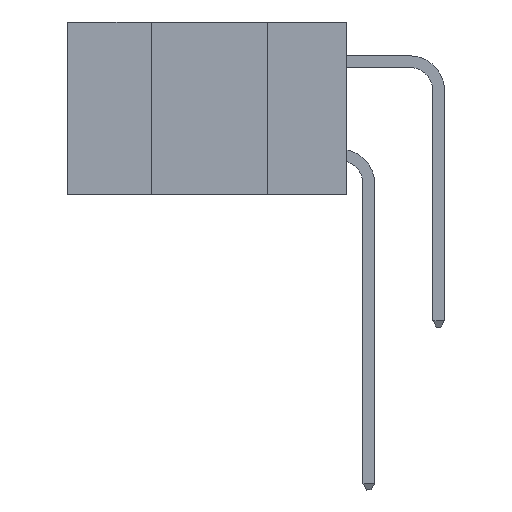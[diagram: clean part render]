
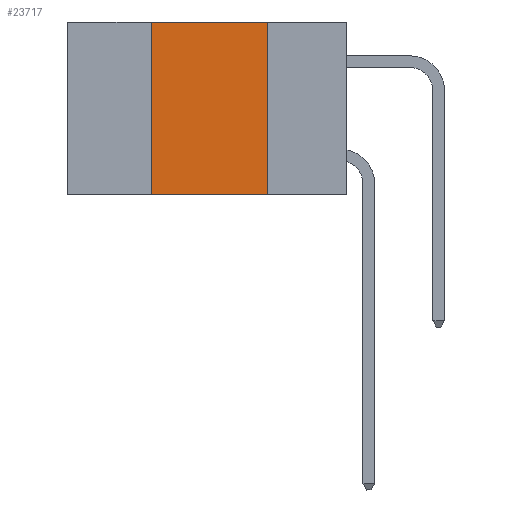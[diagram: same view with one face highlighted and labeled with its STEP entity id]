
A CAD part, left-side view. The second image highlights one B-rep face of the part: STEP entity #23717.
In plain terms, the highlighted planar face has unit normal (-1, 0, 0).
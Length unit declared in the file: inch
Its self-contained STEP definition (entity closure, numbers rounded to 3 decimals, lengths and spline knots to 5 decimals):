
#811 = DIRECTION ( 'NONE',  ( 0., -1., 0. ) ) ;
#1466 = VERTEX_POINT ( 'NONE', #16170 ) ;
#2134 = DIRECTION ( 'NONE',  ( 1., 0., 0. ) ) ;
#2536 = VECTOR ( 'NONE', #811, 39.37008 ) ;
#2869 = FACE_OUTER_BOUND ( 'NONE', #12526, .T. ) ;
#5400 = DIRECTION ( 'NONE',  ( 0., 0., 1. ) ) ;
#6344 = CARTESIAN_POINT ( 'NONE',  ( 0., 0.17, -0.37 ) ) ;
#6508 = VERTEX_POINT ( 'NONE', #6344 ) ;
#6600 = CARTESIAN_POINT ( 'NONE',  ( 0., 0.6, 0. ) ) ;
#6626 = CARTESIAN_POINT ( 'NONE',  ( 0., 0.42, 0. ) ) ;
#6715 = EDGE_CURVE ( 'NONE', #21971, #15542, #22923, .T. ) ;
#7275 = DIRECTION ( 'NONE',  ( 0., 0., -1. ) ) ;
#7396 = AXIS2_PLACEMENT_3D ( 'NONE', #9972, #2134, #21538 ) ;
#7931 = VECTOR ( 'NONE', #7275, 39.37008 ) ;
#8735 = CARTESIAN_POINT ( 'NONE',  ( 0., 0.42, -0.37 ) ) ;
#9972 = CARTESIAN_POINT ( 'NONE',  ( 0., 0.6, 0. ) ) ;
#10239 = LINE ( 'NONE', #6600, #22043 ) ;
#11661 = EDGE_CURVE ( 'NONE', #1466, #6508, #23360, .T. ) ;
#12403 = CARTESIAN_POINT ( 'NONE',  ( 0., 0.6, -0.37 ) ) ;
#12526 = EDGE_LOOP ( 'NONE', ( #22052, #19257, #20743, #13183 ) ) ;
#13183 = ORIENTED_EDGE ( 'NONE', *, *, #24212, .T. ) ;
#13942 = PLANE ( 'NONE',  #7396 ) ;
#14453 = VECTOR ( 'NONE', #5400, 39.37008 ) ;
#15542 = VERTEX_POINT ( 'NONE', #6626 ) ;
#16170 = CARTESIAN_POINT ( 'NONE',  ( 0., 0.17, 0. ) ) ;
#16934 = CARTESIAN_POINT ( 'NONE',  ( 0., 0.17, 0. ) ) ;
#19257 = ORIENTED_EDGE ( 'NONE', *, *, #20960, .F. ) ;
#20178 = DIRECTION ( 'NONE',  ( 0., -1., 0. ) ) ;
#20743 = ORIENTED_EDGE ( 'NONE', *, *, #6715, .F. ) ;
#20844 = CARTESIAN_POINT ( 'NONE',  ( 0., 0.42, 0. ) ) ;
#20960 = EDGE_CURVE ( 'NONE', #15542, #1466, #10239, .T. ) ;
#21538 = DIRECTION ( 'NONE',  ( 0., 0., -1. ) ) ;
#21559 = LINE ( 'NONE', #12403, #2536 ) ;
#21971 = VERTEX_POINT ( 'NONE', #8735 ) ;
#22043 = VECTOR ( 'NONE', #20178, 39.37008 ) ;
#22052 = ORIENTED_EDGE ( 'NONE', *, *, #11661, .F. ) ;
#22923 = LINE ( 'NONE', #20844, #14453 ) ;
#23360 = LINE ( 'NONE', #16934, #7931 ) ;
#23717 = ADVANCED_FACE ( 'NONE', ( #2869 ), #13942, .F. ) ;
#24212 = EDGE_CURVE ( 'NONE', #21971, #6508, #21559, .T. ) ;
